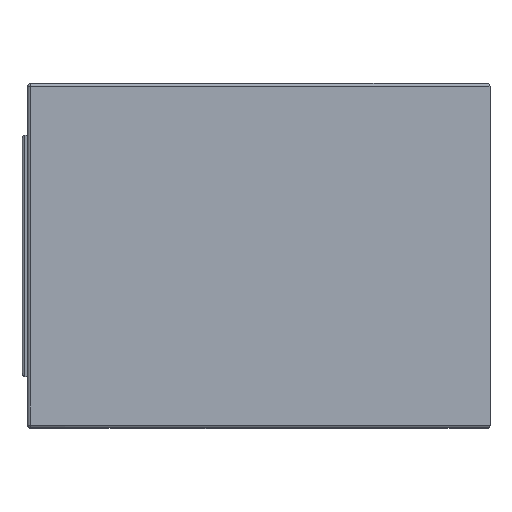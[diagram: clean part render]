
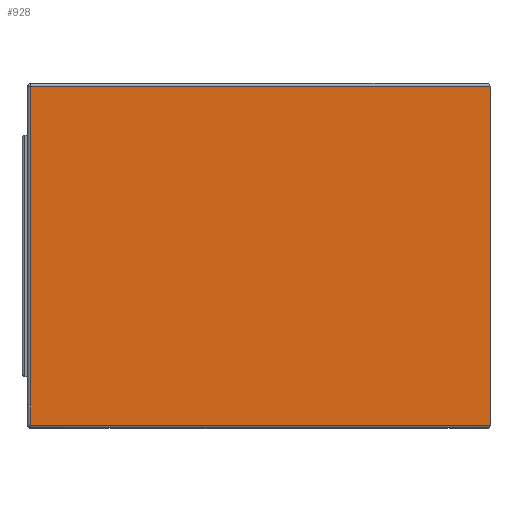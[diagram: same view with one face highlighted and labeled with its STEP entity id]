
A CAD part, top view. The second image highlights one B-rep face of the part: STEP entity #928.
In plain terms, the highlighted planar face has unit normal (0, 0, 1).
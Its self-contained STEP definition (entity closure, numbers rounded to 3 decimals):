
#485 = VERTEX_POINT('',#486);
#486 = CARTESIAN_POINT('',(-1.,4.6,11.03));
#495 = VERTEX_POINT('',#496);
#496 = CARTESIAN_POINT('',(-1.,-7.2,11.03));
#503 = EDGE_CURVE('',#485,#495,#504,.T.);
#504 = LINE('',#505,#506);
#505 = CARTESIAN_POINT('',(-1.,4.7,11.03));
#506 = VECTOR('',#507,1.);
#507 = DIRECTION('',(0.,-1.,0.));
#928 = ADVANCED_FACE('',(#929),#954,.T.);
#929 = FACE_BOUND('',#930,.T.);
#930 = EDGE_LOOP('',(#931,#941,#947,#948));
#931 = ORIENTED_EDGE('',*,*,#932,.F.);
#932 = EDGE_CURVE('',#933,#935,#937,.T.);
#933 = VERTEX_POINT('',#934);
#934 = CARTESIAN_POINT('',(15.,4.6,11.03));
#935 = VERTEX_POINT('',#936);
#936 = CARTESIAN_POINT('',(15.,-7.2,11.03));
#937 = LINE('',#938,#939);
#938 = CARTESIAN_POINT('',(15.,4.7,11.03));
#939 = VECTOR('',#940,1.);
#940 = DIRECTION('',(0.,-1.,0.));
#941 = ORIENTED_EDGE('',*,*,#942,.T.);
#942 = EDGE_CURVE('',#933,#485,#943,.T.);
#943 = LINE('',#944,#945);
#944 = CARTESIAN_POINT('',(15.,4.6,11.03));
#945 = VECTOR('',#946,1.);
#946 = DIRECTION('',(-1.,0.,0.));
#947 = ORIENTED_EDGE('',*,*,#503,.T.);
#948 = ORIENTED_EDGE('',*,*,#949,.F.);
#949 = EDGE_CURVE('',#935,#495,#950,.T.);
#950 = LINE('',#951,#952);
#951 = CARTESIAN_POINT('',(15.,-7.2,11.03));
#952 = VECTOR('',#953,1.);
#953 = DIRECTION('',(-1.,0.,0.));
#954 = PLANE('',#955);
#955 = AXIS2_PLACEMENT_3D('',#956,#957,#958);
#956 = CARTESIAN_POINT('',(15.,4.7,11.03));
#957 = DIRECTION('',(0.,0.,1.));
#958 = DIRECTION('',(-1.,0.,0.));
